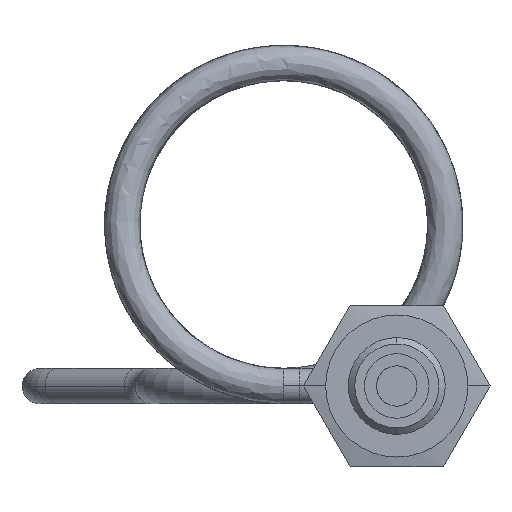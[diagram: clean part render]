
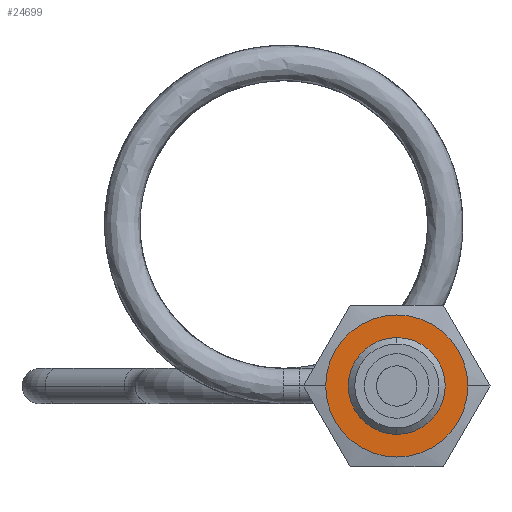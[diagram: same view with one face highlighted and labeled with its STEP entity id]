
A CAD part, left-side view. The second image highlights one B-rep face of the part: STEP entity #24699.
In plain terms, the highlighted planar face has unit normal (-1, 0, 0).
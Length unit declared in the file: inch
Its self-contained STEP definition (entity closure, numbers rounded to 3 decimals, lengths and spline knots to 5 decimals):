
#1274 = DIRECTION ( 'NONE',  ( 0., 1., 0. ) ) ;
#1541 = EDGE_CURVE ( 'NONE', #13957, #16334, #7850, .T. ) ;
#2646 = EDGE_CURVE ( 'NONE', #18059, #12120, #13858, .T. ) ;
#3255 = DIRECTION ( 'NONE',  ( 1., 0., 0. ) ) ;
#3681 = EDGE_CURVE ( 'NONE', #12120, #18059, #6222, .T. ) ;
#3718 = EDGE_CURVE ( 'NONE', #16334, #13957, #15113, .T. ) ;
#3894 = DIRECTION ( 'NONE',  ( -1., 0., 0. ) ) ;
#3904 = CARTESIAN_POINT ( 'NONE',  ( 0.27559, 0.17323, 0. ) ) ;
#5238 = CARTESIAN_POINT ( 'NONE',  ( 0.27559, 0., 0. ) ) ;
#5285 = ORIENTED_EDGE ( 'NONE', *, *, #1541, .F. ) ;
#6222 = CIRCLE ( 'NONE', #15552, 0.11811 ) ;
#6250 = DIRECTION ( 'NONE',  ( 0., 1., 0. ) ) ;
#7832 = CARTESIAN_POINT ( 'NONE',  ( 0.27559, 0., 0. ) ) ;
#7850 = CIRCLE ( 'NONE', #17857, 0.17323 ) ;
#8986 = FACE_OUTER_BOUND ( 'NONE', #11446, .T. ) ;
#9198 = CARTESIAN_POINT ( 'NONE',  ( 0.27559, 0., -0.11811 ) ) ;
#9774 = DIRECTION ( 'NONE',  ( 0., 1., 0. ) ) ;
#10052 = PLANE ( 'NONE',  #23995 ) ;
#10565 = ORIENTED_EDGE ( 'NONE', *, *, #3681, .F. ) ;
#10810 = CARTESIAN_POINT ( 'NONE',  ( 0.27559, 0., 0. ) ) ;
#11446 = EDGE_LOOP ( 'NONE', ( #5285, #15051 ) ) ;
#12000 = EDGE_LOOP ( 'NONE', ( #10565, #16618 ) ) ;
#12120 = VERTEX_POINT ( 'NONE', #21734 ) ;
#12746 = DIRECTION ( 'NONE',  ( 0., 1., 0. ) ) ;
#13858 = CIRCLE ( 'NONE', #16656, 0.11811 ) ;
#13957 = VERTEX_POINT ( 'NONE', #3904 ) ;
#15051 = ORIENTED_EDGE ( 'NONE', *, *, #3718, .F. ) ;
#15113 = CIRCLE ( 'NONE', #15291, 0.17323 ) ;
#15291 = AXIS2_PLACEMENT_3D ( 'NONE', #7832, #21313, #9774 ) ;
#15516 = CARTESIAN_POINT ( 'NONE',  ( 0.27559, 0., 0. ) ) ;
#15552 = AXIS2_PLACEMENT_3D ( 'NONE', #15516, #3894, #17430 ) ;
#16334 = VERTEX_POINT ( 'NONE', #16419 ) ;
#16419 = CARTESIAN_POINT ( 'NONE',  ( 0.27559, -0.17323, 0. ) ) ;
#16618 = ORIENTED_EDGE ( 'NONE', *, *, #2646, .F. ) ;
#16656 = AXIS2_PLACEMENT_3D ( 'NONE', #10810, #24289, #12746 ) ;
#17430 = DIRECTION ( 'NONE',  ( 0., 1., 0. ) ) ;
#17702 = CARTESIAN_POINT ( 'NONE',  ( 0.27559, 0.11365, 0.19685 ) ) ;
#17784 = DIRECTION ( 'NONE',  ( 1., 0., 0. ) ) ;
#17857 = AXIS2_PLACEMENT_3D ( 'NONE', #5238, #3255, #1274 ) ;
#18059 = VERTEX_POINT ( 'NONE', #9198 ) ;
#21313 = DIRECTION ( 'NONE',  ( 1., 0., 0. ) ) ;
#21734 = CARTESIAN_POINT ( 'NONE',  ( 0.27559, 0., 0.11811 ) ) ;
#23995 = AXIS2_PLACEMENT_3D ( 'NONE', #17702, #17784, #6250 ) ;
#24289 = DIRECTION ( 'NONE',  ( -1., 0., 0. ) ) ;
#24358 = FACE_BOUND ( 'NONE', #12000, .T. ) ;
#24699 = ADVANCED_FACE ( 'NONE', ( #24358, #8986 ), #10052, .F. ) ;
